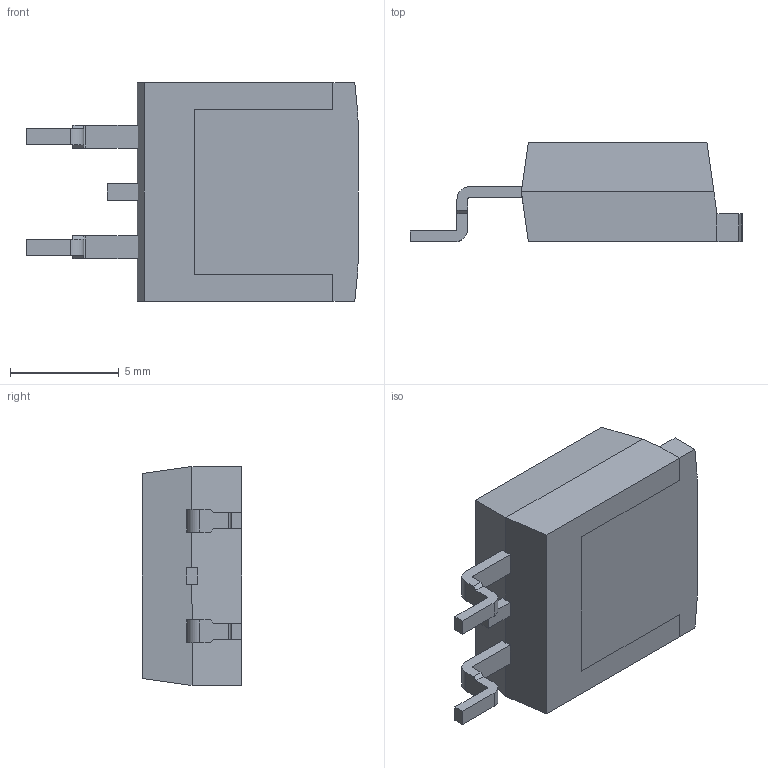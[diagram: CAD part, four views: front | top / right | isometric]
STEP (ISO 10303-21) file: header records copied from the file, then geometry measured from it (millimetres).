
FILE_DESCRIPTION (( 'STEP AP214' ), '1' );
FILE_NAME ('IPB027N10N3 G.STEP', '2021-12-07T18:37:01', ( '' ), ( '' ), 'SwSTEP 2.0', 'SolidWorks 2017', '' );
FILE_SCHEMA (( 'AUTOMOTIVE_DESIGN' ));
Length unit declared in the file: millimetre
Products named in the file (1): IPB027N10N3 G
Bounding box: 15.24 x 4.57 x 10.05 mm (x, y, z)
Volume: 412.6 mm3; surface area: 559.1 mm2
Topology: 5 solids, 5 shells, 74 faces, 188 edges, 124 vertices
Faces by surface type: plane 64, cylinder 10
Entity records: 2270 total; most frequent: CARTESIAN_POINT 387, ORIENTED_EDGE 376, DIRECTION 358, EDGE_CURVE 188, VECTOR 168, LINE 168, VERTEX_POINT 124, AXIS2_PLACEMENT_3D 95
